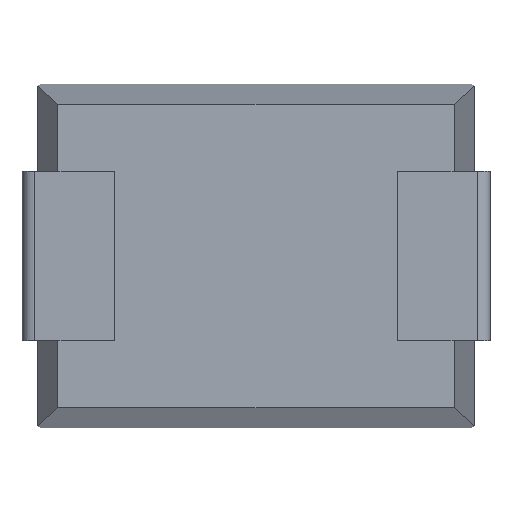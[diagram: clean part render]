
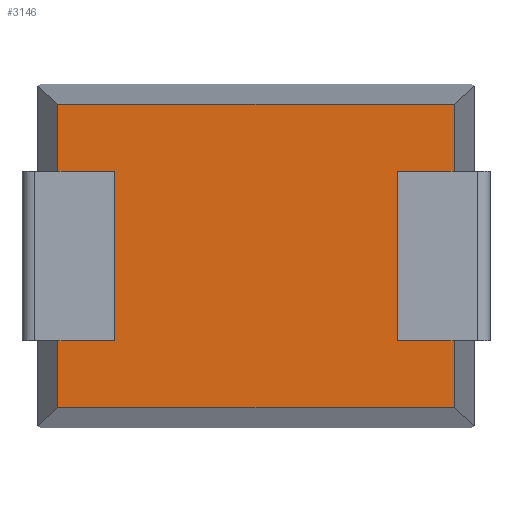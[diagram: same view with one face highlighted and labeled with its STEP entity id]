
A CAD part, front view. The second image highlights one B-rep face of the part: STEP entity #3146.
In plain terms, the highlighted planar face has unit normal (0, -1, 0).
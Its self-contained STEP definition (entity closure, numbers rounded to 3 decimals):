
#2 = DIRECTION ( 'NONE',  ( 0., 0., 1. ) ) ;
#15 = EDGE_CURVE ( 'NONE', #2617, #2318, #1305, .T. ) ;
#23 = VERTEX_POINT ( 'NONE', #1141 ) ;
#35 = DIRECTION ( 'NONE',  ( 0., 0., -1. ) ) ;
#77 = CARTESIAN_POINT ( 'NONE',  ( 8.11, 0., -6.31 ) ) ;
#168 = DIRECTION ( 'NONE',  ( 0., 0., 1. ) ) ;
#175 = ORIENTED_EDGE ( 'NONE', *, *, #2772, .T. ) ;
#181 = DIRECTION ( 'NONE',  ( 0., 0., 1. ) ) ;
#208 = EDGE_CURVE ( 'NONE', #23, #2455, #1438, .T. ) ;
#242 = EDGE_CURVE ( 'NONE', #23, #1522, #1378, .T. ) ;
#246 = VERTEX_POINT ( 'NONE', #77 ) ;
#261 = LINE ( 'NONE', #2867, #2713 ) ;
#284 = EDGE_LOOP ( 'NONE', ( #2873, #1813, #1779, #175, #950, #3155, #2092, #3198, #1094, #809, #2112, #2216 ) ) ;
#360 = CARTESIAN_POINT ( 'NONE',  ( 0.39, 0., -6.31 ) ) ;
#542 = CARTESIAN_POINT ( 'NONE',  ( 8.11, 0., -6.7 ) ) ;
#561 = LINE ( 'NONE', #1161, #3125 ) ;
#600 = DIRECTION ( 'NONE',  ( 1., 0., 0. ) ) ;
#617 = CARTESIAN_POINT ( 'NONE',  ( -0.01, 0., -1.7 ) ) ;
#655 = CARTESIAN_POINT ( 'NONE',  ( 8.11, 0., -0.39 ) ) ;
#725 = VECTOR ( 'NONE', #168, 1000. ) ;
#731 = FACE_OUTER_BOUND ( 'NONE', #284, .T. ) ;
#759 = EDGE_CURVE ( 'NONE', #2455, #819, #261, .T. ) ;
#765 = LINE ( 'NONE', #617, #1342 ) ;
#809 = ORIENTED_EDGE ( 'NONE', *, *, #2432, .F. ) ;
#819 = VERTEX_POINT ( 'NONE', #1570 ) ;
#844 = DIRECTION ( 'NONE',  ( 0., 0., 1. ) ) ;
#883 = LINE ( 'NONE', #2113, #725 ) ;
#901 = LINE ( 'NONE', #2956, #3145 ) ;
#935 = CARTESIAN_POINT ( 'NONE',  ( 8.11, 0., -6.7 ) ) ;
#950 = ORIENTED_EDGE ( 'NONE', *, *, #15, .T. ) ;
#979 = DIRECTION ( 'NONE',  ( 0., 0., 1. ) ) ;
#1048 = EDGE_CURVE ( 'NONE', #1701, #2769, #883, .T. ) ;
#1082 = CARTESIAN_POINT ( 'NONE',  ( 7.01, 0., -5. ) ) ;
#1084 = LINE ( 'NONE', #935, #2199 ) ;
#1094 = ORIENTED_EDGE ( 'NONE', *, *, #2251, .T. ) ;
#1101 = CARTESIAN_POINT ( 'NONE',  ( 8.5, 0., -6.31 ) ) ;
#1118 = VECTOR ( 'NONE', #3095, 1000. ) ;
#1141 = CARTESIAN_POINT ( 'NONE',  ( 7.01, 0., -5. ) ) ;
#1161 = CARTESIAN_POINT ( 'NONE',  ( -0.01, 0., -5. ) ) ;
#1207 = CARTESIAN_POINT ( 'NONE',  ( 0.39, 0., -5. ) ) ;
#1287 = CARTESIAN_POINT ( 'NONE',  ( 7.01, 0., -1.7 ) ) ;
#1305 = LINE ( 'NONE', #2407, #2108 ) ;
#1342 = VECTOR ( 'NONE', #2084, 1000. ) ;
#1373 = AXIS2_PLACEMENT_3D ( 'NONE', #2260, #2516, #35 ) ;
#1378 = LINE ( 'NONE', #2079, #1876 ) ;
#1438 = LINE ( 'NONE', #1082, #2106 ) ;
#1439 = LINE ( 'NONE', #542, #1669 ) ;
#1522 = VERTEX_POINT ( 'NONE', #2315 ) ;
#1570 = CARTESIAN_POINT ( 'NONE',  ( 8.11, 0., -1.7 ) ) ;
#1607 = CARTESIAN_POINT ( 'NONE',  ( 0.39, 0., -1.7 ) ) ;
#1624 = VERTEX_POINT ( 'NONE', #360 ) ;
#1629 = EDGE_CURVE ( 'NONE', #2769, #2728, #765, .T. ) ;
#1669 = VECTOR ( 'NONE', #2051, 1000. ) ;
#1696 = EDGE_CURVE ( 'NONE', #246, #1522, #1439, .T. ) ;
#1701 = VERTEX_POINT ( 'NONE', #3032 ) ;
#1713 = CARTESIAN_POINT ( 'NONE',  ( 0.39, 0., -0.39 ) ) ;
#1779 = ORIENTED_EDGE ( 'NONE', *, *, #759, .T. ) ;
#1813 = ORIENTED_EDGE ( 'NONE', *, *, #208, .T. ) ;
#1872 = DIRECTION ( 'NONE',  ( 1., 0., 0. ) ) ;
#1876 = VECTOR ( 'NONE', #600, 1000. ) ;
#2051 = DIRECTION ( 'NONE',  ( 0., 0., 1. ) ) ;
#2079 = CARTESIAN_POINT ( 'NONE',  ( 8.51, 0., -5. ) ) ;
#2084 = DIRECTION ( 'NONE',  ( -1., 0., 0. ) ) ;
#2092 = ORIENTED_EDGE ( 'NONE', *, *, #1629, .F. ) ;
#2106 = VECTOR ( 'NONE', #844, 1000. ) ;
#2108 = VECTOR ( 'NONE', #2137, 1000. ) ;
#2112 = ORIENTED_EDGE ( 'NONE', *, *, #2614, .F. ) ;
#2113 = CARTESIAN_POINT ( 'NONE',  ( 1.49, 0., -5. ) ) ;
#2137 = DIRECTION ( 'NONE',  ( -1., 0., 0. ) ) ;
#2199 = VECTOR ( 'NONE', #181, 1000. ) ;
#2216 = ORIENTED_EDGE ( 'NONE', *, *, #1696, .T. ) ;
#2247 = LINE ( 'NONE', #2259, #2719 ) ;
#2251 = EDGE_CURVE ( 'NONE', #1701, #2799, #561, .T. ) ;
#2259 = CARTESIAN_POINT ( 'NONE',  ( 0.39, 0., -6.7 ) ) ;
#2260 = CARTESIAN_POINT ( 'NONE',  ( 0., 0., 0. ) ) ;
#2284 = PLANE ( 'NONE',  #1373 ) ;
#2291 = LINE ( 'NONE', #1101, #1118 ) ;
#2315 = CARTESIAN_POINT ( 'NONE',  ( 8.11, 0., -5. ) ) ;
#2318 = VERTEX_POINT ( 'NONE', #1713 ) ;
#2407 = CARTESIAN_POINT ( 'NONE',  ( 8.5, 0., -0.39 ) ) ;
#2432 = EDGE_CURVE ( 'NONE', #1624, #2799, #901, .T. ) ;
#2437 = EDGE_CURVE ( 'NONE', #2728, #2318, #2247, .T. ) ;
#2455 = VERTEX_POINT ( 'NONE', #1287 ) ;
#2516 = DIRECTION ( 'NONE',  ( 0., -1., 0. ) ) ;
#2614 = EDGE_CURVE ( 'NONE', #246, #1624, #2291, .T. ) ;
#2617 = VERTEX_POINT ( 'NONE', #655 ) ;
#2692 = DIRECTION ( 'NONE',  ( -1., 0., 0. ) ) ;
#2713 = VECTOR ( 'NONE', #1872, 1000. ) ;
#2719 = VECTOR ( 'NONE', #2, 1000. ) ;
#2728 = VERTEX_POINT ( 'NONE', #1607 ) ;
#2769 = VERTEX_POINT ( 'NONE', #2919 ) ;
#2772 = EDGE_CURVE ( 'NONE', #819, #2617, #1084, .T. ) ;
#2799 = VERTEX_POINT ( 'NONE', #1207 ) ;
#2867 = CARTESIAN_POINT ( 'NONE',  ( 8.51, 0., -1.7 ) ) ;
#2873 = ORIENTED_EDGE ( 'NONE', *, *, #242, .F. ) ;
#2919 = CARTESIAN_POINT ( 'NONE',  ( 1.49, 0., -1.7 ) ) ;
#2956 = CARTESIAN_POINT ( 'NONE',  ( 0.39, 0., -6.7 ) ) ;
#3032 = CARTESIAN_POINT ( 'NONE',  ( 1.49, 0., -5. ) ) ;
#3095 = DIRECTION ( 'NONE',  ( -1., 0., 0. ) ) ;
#3125 = VECTOR ( 'NONE', #2692, 1000. ) ;
#3145 = VECTOR ( 'NONE', #979, 1000. ) ;
#3146 = ADVANCED_FACE ( 'NONE', ( #731 ), #2284, .T. ) ;
#3155 = ORIENTED_EDGE ( 'NONE', *, *, #2437, .F. ) ;
#3198 = ORIENTED_EDGE ( 'NONE', *, *, #1048, .F. ) ;
